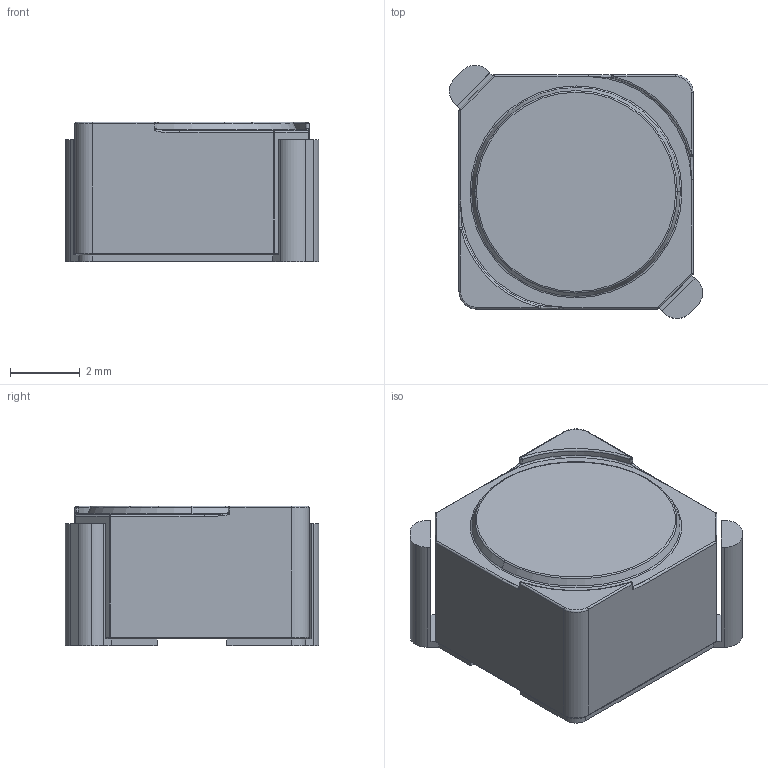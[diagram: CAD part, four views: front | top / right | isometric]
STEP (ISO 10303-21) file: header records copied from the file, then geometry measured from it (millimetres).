
FILE_DESCRIPTION (( 'STEP AP214' ), '1' );
FILE_NAME ('CDRH6D38NP-5R0NC.STEP', '2025-05-20T07:10:00', ( '' ), ( '' ), 'SwSTEP 2.0', 'SolidWorks 2020', '' );
FILE_SCHEMA (( 'AUTOMOTIVE_DESIGN' ));
Length unit declared in the file: millimetre
Products named in the file (1): CDRH6D38NP-5R0NC
Bounding box: 7.24 x 7.24 x 4 mm (x, y, z)
Volume: 171.3 mm3; surface area: 248.5 mm2
Topology: 3 solids, 3 shells, 108 faces, 263 edges, 149 vertices
Faces by surface type: cylinder 38, plane 35, sphere 13, torus 12, bspline 8, cone 2
Entity records: 4040 total; most frequent: CARTESIAN_POINT 1557, DIRECTION 520, ORIENTED_EDGE 500, EDGE_CURVE 250, AXIS2_PLACEMENT_3D 198, VERTEX_POINT 149, LINE 124, VECTOR 124
